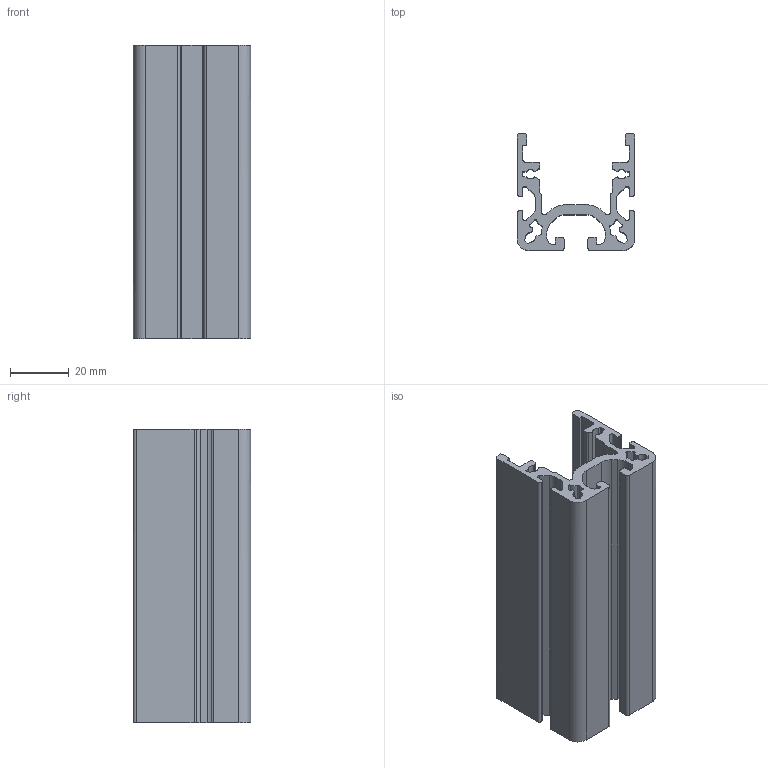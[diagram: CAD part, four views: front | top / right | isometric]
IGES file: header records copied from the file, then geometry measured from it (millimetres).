
Global section: file name: 114040; native system: Autodesk Inventor 2016; preprocessor: unknown; author: Špaček,6; organization: HAlutec; date: 20180429.111217; units: millimetre
Bounding box: 40 x 40 x 100 mm (x, y, z)
Volume: 50258.6 mm3; surface area: 38128.3 mm2
Topology: 1 solids, 1 shells, 174 faces, 516 edges, 344 vertices
Faces by surface type: bspline 174
